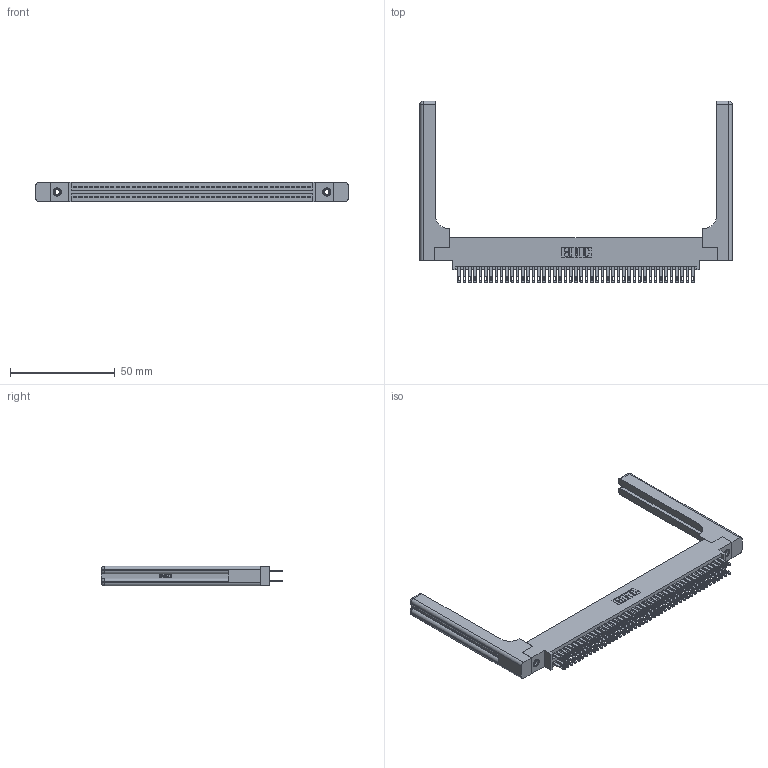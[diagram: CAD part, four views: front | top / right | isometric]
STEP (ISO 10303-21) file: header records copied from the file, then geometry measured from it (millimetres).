
FILE_DESCRIPTION (( 'STEP AP203' ), '1' );
FILE_NAME ('345-090-500-858.STEP', '2019-11-01T14:37:31', ( '' ), ( '' ), 'SwSTEP 2.0', 'SolidWorks 2016', '' );
FILE_SCHEMA (( 'CONFIG_CONTROL_DESIGN' ));
Length unit declared in the file: inch
Products named in the file (5): 345-220-058_345-220-058; 345-250-001_345-250-001-102; 345 Part_0.170 Offset - 0.156 Dia-TH; 345-292-001_345-293-100; 345-090-500-858
Assembly tree (95 placements, depth 2):
  345-090-500-858
    345 Part_0.170 Offset - 0.156 Dia-TH
    345-292-001_345-293-100  x90
    345-250-001_345-250-001-102  x2
    345-220-058_345-220-058  x2
Bounding box: 149.33 x 86.79 x 9.4 mm (x, y, z)
Volume: 23170.3 mm3; surface area: 27900.4 mm2
Topology: 95 solids, 95 shells, 4526 faces, 13709 edges, 9118 vertices
Faces by surface type: plane 2662, cylinder 1804, bspline 36, cone 12, sphere 8, torus 4
Entity records: 40148 total; most frequent: CARTESIAN_POINT 7721, ORIENTED_EDGE 6452, DIRECTION 5738, EDGE_CURVE 3226, LINE 2818, VECTOR 2818, VERTEX_POINT 2142, AXIS2_PLACEMENT_3D 1460
